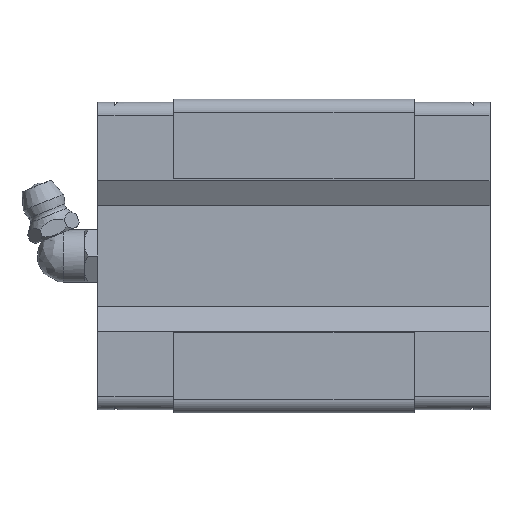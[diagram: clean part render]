
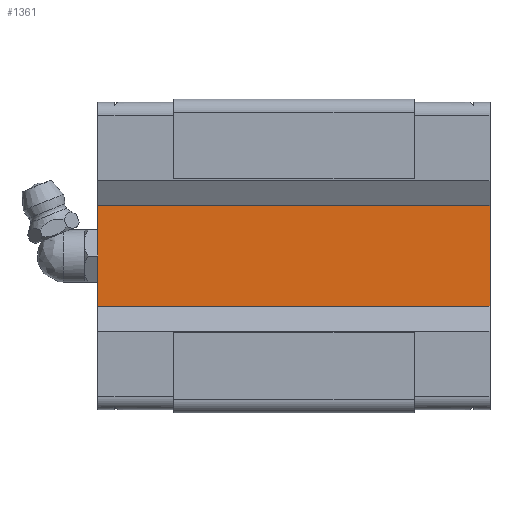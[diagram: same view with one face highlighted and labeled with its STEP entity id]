
A CAD part, front view. The second image highlights one B-rep face of the part: STEP entity #1361.
In plain terms, the highlighted planar face has unit normal (0, -1, 0).
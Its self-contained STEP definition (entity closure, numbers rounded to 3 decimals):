
#3 = EDGE_CURVE ( 'NONE', #3571, #5407, #4488, .T. ) ;
#144 = EDGE_CURVE ( 'NONE', #2723, #3571, #4266, .T. ) ;
#153 = CARTESIAN_POINT ( 'NONE',  ( 30., 11.2, 7.718 ) ) ;
#208 = VECTOR ( 'NONE', #690, 1000. ) ;
#279 = CARTESIAN_POINT ( 'NONE',  ( 30., 11.2, -7.718 ) ) ;
#335 = CARTESIAN_POINT ( 'NONE',  ( -30., 11.2, 7.718 ) ) ;
#402 = CARTESIAN_POINT ( 'NONE',  ( 30., 11.2, -7.718 ) ) ;
#671 = CARTESIAN_POINT ( 'NONE',  ( -30., 11.2, -7.718 ) ) ;
#690 = DIRECTION ( 'NONE',  ( -1., 0., 0. ) ) ;
#797 = VECTOR ( 'NONE', #1126, 1000. ) ;
#1061 = ORIENTED_EDGE ( 'NONE', *, *, #3, .T. ) ;
#1126 = DIRECTION ( 'NONE',  ( -1., 0., 0. ) ) ;
#1182 = DIRECTION ( 'NONE',  ( 0., 0., -1. ) ) ;
#1190 = PLANE ( 'NONE',  #1961 ) ;
#1315 = EDGE_CURVE ( 'NONE', #2723, #2262, #1550, .T. ) ;
#1361 = ADVANCED_FACE ( 'NONE', ( #3279 ), #1190, .T. ) ;
#1501 = CARTESIAN_POINT ( 'NONE',  ( 30., 11.2, 7.718 ) ) ;
#1550 = LINE ( 'NONE', #279, #208 ) ;
#1961 = AXIS2_PLACEMENT_3D ( 'NONE', #5353, #3681, #5375 ) ;
#2262 = VERTEX_POINT ( 'NONE', #671 ) ;
#2393 = VECTOR ( 'NONE', #4663, 1000. ) ;
#2697 = ORIENTED_EDGE ( 'NONE', *, *, #144, .T. ) ;
#2723 = VERTEX_POINT ( 'NONE', #2890 ) ;
#2890 = CARTESIAN_POINT ( 'NONE',  ( 30., 11.2, -7.718 ) ) ;
#3159 = ORIENTED_EDGE ( 'NONE', *, *, #4984, .T. ) ;
#3271 = LINE ( 'NONE', #4970, #4218 ) ;
#3279 = FACE_OUTER_BOUND ( 'NONE', #5257, .T. ) ;
#3571 = VERTEX_POINT ( 'NONE', #153 ) ;
#3681 = DIRECTION ( 'NONE',  ( 0., -1., 0. ) ) ;
#4218 = VECTOR ( 'NONE', #1182, 1000. ) ;
#4256 = ORIENTED_EDGE ( 'NONE', *, *, #1315, .F. ) ;
#4266 = LINE ( 'NONE', #402, #2393 ) ;
#4488 = LINE ( 'NONE', #1501, #797 ) ;
#4663 = DIRECTION ( 'NONE',  ( 0., 0., 1. ) ) ;
#4970 = CARTESIAN_POINT ( 'NONE',  ( -30., 11.2, 21.5 ) ) ;
#4984 = EDGE_CURVE ( 'NONE', #5407, #2262, #3271, .T. ) ;
#5257 = EDGE_LOOP ( 'NONE', ( #2697, #1061, #3159, #4256 ) ) ;
#5353 = CARTESIAN_POINT ( 'NONE',  ( 30., 11.2, -7.718 ) ) ;
#5375 = DIRECTION ( 'NONE',  ( 0., 0., -1. ) ) ;
#5407 = VERTEX_POINT ( 'NONE', #335 ) ;
